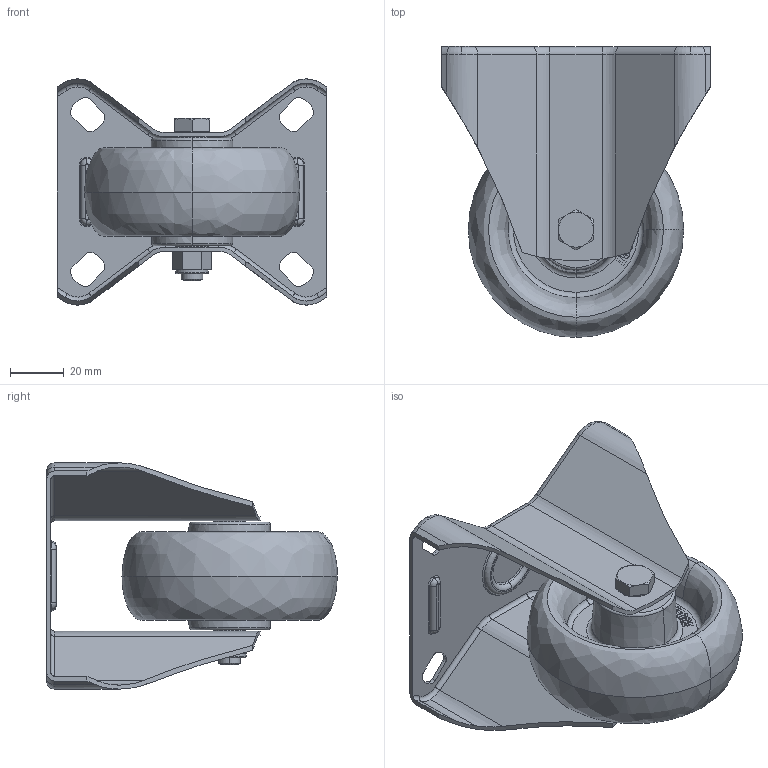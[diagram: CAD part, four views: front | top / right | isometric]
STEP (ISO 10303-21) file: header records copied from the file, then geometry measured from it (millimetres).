
FILE_DESCRIPTION (( 'STEP AP214' ), '1' );
FILE_NAME ('0023284_B-IV-PALB-080-G_(A-01).step', '2019-07-30T13:10:39', ( '' ), ( '' ), 'SwSTEP 2.0', 'SolidWorks 2018', '' );
FILE_SCHEMA (( 'AUTOMOTIVE_DESIGN' ));
Length unit declared in the file: millimetre
Products named in the file (1): 0023284_B-IV-PALB-080-G_(A-01)
Bounding box: 100 x 108 x 84 mm (x, y, z)
Volume: 144775.7 mm3; surface area: 66667.2 mm2
Topology: 5 solids, 5 shells, 431 faces, 1084 edges, 685 vertices
Faces by surface type: plane 170, cylinder 108, torus 92, bspline 49, cone 12
Entity records: 19830 total; most frequent: CARTESIAN_POINT 4830, ORIENTED_EDGE 2168, DIRECTION 2091, EDGE_CURVE 1084, AXIS2_PLACEMENT_3D 782, VERTEX_POINT 685, VECTOR 527, LINE 527
